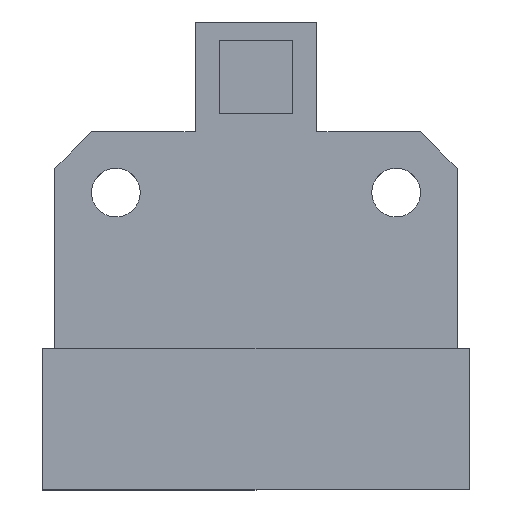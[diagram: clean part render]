
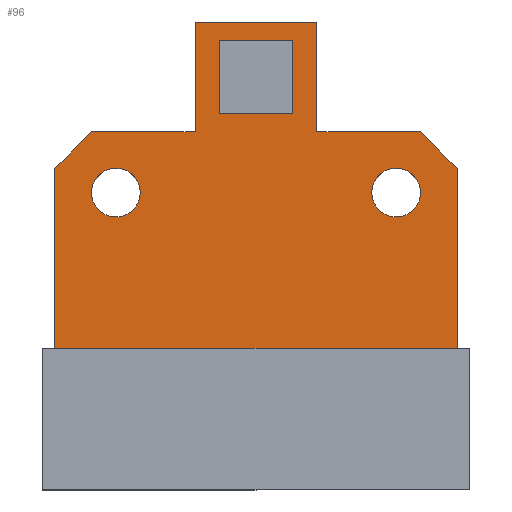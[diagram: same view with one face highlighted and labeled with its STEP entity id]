
A CAD part, top view. The second image highlights one B-rep face of the part: STEP entity #96.
In plain terms, the highlighted planar face has unit normal (0, 0, 1).
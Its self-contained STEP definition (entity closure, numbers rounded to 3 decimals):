
#14 = DIRECTION ( 'NONE',  ( 0., 0., 1. ) ) ;
#38 = ORIENTED_EDGE ( 'NONE', *, *, #1077, .T. ) ;
#39 = VECTOR ( 'NONE', #924, 1000. ) ;
#46 = DIRECTION ( 'NONE',  ( 1., 0., 0. ) ) ;
#55 = CARTESIAN_POINT ( 'NONE',  ( 8.25, -2., 1.6 ) ) ;
#59 = VERTEX_POINT ( 'NONE', #896 ) ;
#60 = CARTESIAN_POINT ( 'NONE',  ( 6.825, 6.825, 1.6 ) ) ;
#61 = DIRECTION ( 'NONE',  ( 0., 0., 1. ) ) ;
#71 = CARTESIAN_POINT ( 'NONE',  ( 8.25, 5.4, 1.6 ) ) ;
#75 = ORIENTED_EDGE ( 'NONE', *, *, #295, .T. ) ;
#78 = DIRECTION ( 'NONE',  ( 0., -1., 0. ) ) ;
#79 = VERTEX_POINT ( 'NONE', #729 ) ;
#85 = ORIENTED_EDGE ( 'NONE', *, *, #717, .F. ) ;
#96 = ADVANCED_FACE ( 'NONE', ( #430, #607, #998, #513 ), #520, .T. ) ;
#125 = EDGE_CURVE ( 'NONE', #353, #722, #657, .T. ) ;
#143 = ORIENTED_EDGE ( 'NONE', *, *, #783, .F. ) ;
#145 = CARTESIAN_POINT ( 'NONE',  ( 6.75, 6.9, 1.6 ) ) ;
#152 = CARTESIAN_POINT ( 'NONE',  ( -2.5, 0., 1.6 ) ) ;
#153 = CARTESIAN_POINT ( 'NONE',  ( 2.5, 11.4, 1.6 ) ) ;
#159 = DIRECTION ( 'NONE',  ( 0., -1., 0. ) ) ;
#169 = VECTOR ( 'NONE', #1019, 1000. ) ;
#180 = EDGE_CURVE ( 'NONE', #1207, #365, #198, .T. ) ;
#183 = VERTEX_POINT ( 'NONE', #55 ) ;
#192 = LINE ( 'NONE', #273, #288 ) ;
#198 = CIRCLE ( 'NONE', #1235, 1. ) ;
#233 = ORIENTED_EDGE ( 'NONE', *, *, #1214, .F. ) ;
#273 = CARTESIAN_POINT ( 'NONE',  ( -1.5, 10.65, 1.6 ) ) ;
#283 = DIRECTION ( 'NONE',  ( 0., 0., 1. ) ) ;
#286 = VECTOR ( 'NONE', #320, 1000. ) ;
#288 = VECTOR ( 'NONE', #594, 1000. ) ;
#290 = VECTOR ( 'NONE', #159, 1000. ) ;
#295 = EDGE_CURVE ( 'NONE', #1044, #79, #708, .T. ) ;
#298 = CARTESIAN_POINT ( 'NONE',  ( -8.25, 0., 1.6 ) ) ;
#299 = EDGE_CURVE ( 'NONE', #322, #59, #810, .T. ) ;
#303 = CARTESIAN_POINT ( 'NONE',  ( -8.25, -2., 1.6 ) ) ;
#314 = CARTESIAN_POINT ( 'NONE',  ( 0., 6.9, 1.6 ) ) ;
#320 = DIRECTION ( 'NONE',  ( 0., 1., 0. ) ) ;
#322 = VERTEX_POINT ( 'NONE', #303 ) ;
#333 = CARTESIAN_POINT ( 'NONE',  ( 8.25, 0., 1.6 ) ) ;
#353 = VERTEX_POINT ( 'NONE', #656 ) ;
#359 = ORIENTED_EDGE ( 'NONE', *, *, #125, .F. ) ;
#362 = LINE ( 'NONE', #468, #868 ) ;
#365 = VERTEX_POINT ( 'NONE', #841 ) ;
#377 = VECTOR ( 'NONE', #78, 1000. ) ;
#384 = EDGE_CURVE ( 'NONE', #722, #438, #1210, .T. ) ;
#399 = CARTESIAN_POINT ( 'NONE',  ( -4.75, 4.4, 1.6 ) ) ;
#402 = VERTEX_POINT ( 'NONE', #153 ) ;
#413 = DIRECTION ( 'NONE',  ( 0., 1., 0. ) ) ;
#416 = VECTOR ( 'NONE', #839, 1000. ) ;
#430 = FACE_OUTER_BOUND ( 'NONE', #1083, .T. ) ;
#434 = DIRECTION ( 'NONE',  ( 1., 0., 0. ) ) ;
#435 = EDGE_CURVE ( 'NONE', #529, #749, #453, .T. ) ;
#437 = CARTESIAN_POINT ( 'NONE',  ( 5.75, 4.4, 1.6 ) ) ;
#438 = VERTEX_POINT ( 'NONE', #445 ) ;
#443 = DIRECTION ( 'NONE',  ( 1., 0., 0. ) ) ;
#445 = CARTESIAN_POINT ( 'NONE',  ( 1.5, 7.65, 1.6 ) ) ;
#452 = LINE ( 'NONE', #655, #169 ) ;
#453 = LINE ( 'NONE', #821, #1185 ) ;
#456 = AXIS2_PLACEMENT_3D ( 'NONE', #1123, #727, #1035 ) ;
#468 = CARTESIAN_POINT ( 'NONE',  ( 8.75, -2., 1.6 ) ) ;
#469 = EDGE_LOOP ( 'NONE', ( #581, #85 ) ) ;
#490 = EDGE_CURVE ( 'NONE', #769, #1044, #524, .T. ) ;
#513 = FACE_BOUND ( 'NONE', #1115, .T. ) ;
#520 = PLANE ( 'NONE',  #938 ) ;
#524 = LINE ( 'NONE', #60, #416 ) ;
#529 = VERTEX_POINT ( 'NONE', #553 ) ;
#532 = DIRECTION ( 'NONE',  ( -1., 0., 0. ) ) ;
#539 = CARTESIAN_POINT ( 'NONE',  ( 0., 11.4, 1.6 ) ) ;
#553 = CARTESIAN_POINT ( 'NONE',  ( -2.5, 6.9, 1.6 ) ) ;
#557 = DIRECTION ( 'NONE',  ( -1., 0., 0. ) ) ;
#561 = ORIENTED_EDGE ( 'NONE', *, *, #671, .F. ) ;
#566 = CARTESIAN_POINT ( 'NONE',  ( -1.5, 10.65, 1.6 ) ) ;
#567 = ORIENTED_EDGE ( 'NONE', *, *, #490, .T. ) ;
#569 = AXIS2_PLACEMENT_3D ( 'NONE', #647, #61, #443 ) ;
#570 = CARTESIAN_POINT ( 'NONE',  ( 4.75, 4.4, 1.6 ) ) ;
#571 = DIRECTION ( 'NONE',  ( 0., 0., 1. ) ) ;
#574 = VECTOR ( 'NONE', #434, 1000. ) ;
#580 = ORIENTED_EDGE ( 'NONE', *, *, #435, .T. ) ;
#581 = ORIENTED_EDGE ( 'NONE', *, *, #853, .F. ) ;
#594 = DIRECTION ( 'NONE',  ( -1., 0., 0. ) ) ;
#603 = VECTOR ( 'NONE', #1159, 1000. ) ;
#606 = AXIS2_PLACEMENT_3D ( 'NONE', #1148, #283, #1241 ) ;
#607 = FACE_BOUND ( 'NONE', #1056, .T. ) ;
#627 = CIRCLE ( 'NONE', #606, 1. ) ;
#636 = LINE ( 'NONE', #539, #39 ) ;
#638 = ORIENTED_EDGE ( 'NONE', *, *, #990, .F. ) ;
#642 = CARTESIAN_POINT ( 'NONE',  ( 2.5, 0., 1.6 ) ) ;
#647 = CARTESIAN_POINT ( 'NONE',  ( 5.75, 4.4, 1.6 ) ) ;
#655 = CARTESIAN_POINT ( 'NONE',  ( -6.825, 6.825, 1.6 ) ) ;
#656 = CARTESIAN_POINT ( 'NONE',  ( -1.5, 10.65, 1.6 ) ) ;
#657 = LINE ( 'NONE', #566, #377 ) ;
#671 = EDGE_CURVE ( 'NONE', #438, #1145, #911, .T. ) ;
#702 = VERTEX_POINT ( 'NONE', #399 ) ;
#708 = LINE ( 'NONE', #314, #988 ) ;
#717 = EDGE_CURVE ( 'NONE', #1220, #702, #1259, .T. ) ;
#722 = VERTEX_POINT ( 'NONE', #941 ) ;
#727 = DIRECTION ( 'NONE',  ( 0., 0., 1. ) ) ;
#729 = CARTESIAN_POINT ( 'NONE',  ( 2.5, 6.9, 1.6 ) ) ;
#737 = LINE ( 'NONE', #642, #1026 ) ;
#744 = CARTESIAN_POINT ( 'NONE',  ( -1.5, 7.65, 1.6 ) ) ;
#749 = VERTEX_POINT ( 'NONE', #1049 ) ;
#764 = ORIENTED_EDGE ( 'NONE', *, *, #384, .F. ) ;
#765 = CARTESIAN_POINT ( 'NONE',  ( -6.75, 4.4, 1.6 ) ) ;
#769 = VERTEX_POINT ( 'NONE', #71 ) ;
#783 = EDGE_CURVE ( 'NONE', #402, #79, #737, .T. ) ;
#784 = CARTESIAN_POINT ( 'NONE',  ( 1.5, 10.65, 1.6 ) ) ;
#809 = CARTESIAN_POINT ( 'NONE',  ( -2.5, 11.4, 1.6 ) ) ;
#810 = LINE ( 'NONE', #298, #1034 ) ;
#812 = ORIENTED_EDGE ( 'NONE', *, *, #299, .F. ) ;
#821 = CARTESIAN_POINT ( 'NONE',  ( 0., 6.9, 1.6 ) ) ;
#829 = LINE ( 'NONE', #333, #603 ) ;
#839 = DIRECTION ( 'NONE',  ( -0.707, 0.707, 0. ) ) ;
#841 = CARTESIAN_POINT ( 'NONE',  ( 6.75, 4.4, 1.6 ) ) ;
#853 = EDGE_CURVE ( 'NONE', #702, #1220, #627, .T. ) ;
#860 = DIRECTION ( 'NONE',  ( -1., 0., 0. ) ) ;
#863 = ORIENTED_EDGE ( 'NONE', *, *, #1160, .F. ) ;
#868 = VECTOR ( 'NONE', #860, 1000. ) ;
#896 = CARTESIAN_POINT ( 'NONE',  ( -8.25, 5.4, 1.6 ) ) ;
#900 = VERTEX_POINT ( 'NONE', #809 ) ;
#911 = LINE ( 'NONE', #986, #286 ) ;
#924 = DIRECTION ( 'NONE',  ( 1., 0., 0. ) ) ;
#938 = AXIS2_PLACEMENT_3D ( 'NONE', #1191, #14, #1093 ) ;
#941 = CARTESIAN_POINT ( 'NONE',  ( -1.5, 7.65, 1.6 ) ) ;
#945 = ORIENTED_EDGE ( 'NONE', *, *, #1073, .F. ) ;
#966 = ORIENTED_EDGE ( 'NONE', *, *, #180, .F. ) ;
#982 = EDGE_CURVE ( 'NONE', #749, #59, #452, .T. ) ;
#986 = CARTESIAN_POINT ( 'NONE',  ( 1.5, 10.65, 1.6 ) ) ;
#988 = VECTOR ( 'NONE', #532, 1000. ) ;
#990 = EDGE_CURVE ( 'NONE', #365, #1207, #1226, .T. ) ;
#993 = ORIENTED_EDGE ( 'NONE', *, *, #1025, .T. ) ;
#998 = FACE_BOUND ( 'NONE', #469, .T. ) ;
#1019 = DIRECTION ( 'NONE',  ( -0.707, -0.707, 0. ) ) ;
#1025 = EDGE_CURVE ( 'NONE', #900, #529, #1033, .T. ) ;
#1026 = VECTOR ( 'NONE', #1028, 1000. ) ;
#1028 = DIRECTION ( 'NONE',  ( 0., -1., 0. ) ) ;
#1033 = LINE ( 'NONE', #152, #290 ) ;
#1034 = VECTOR ( 'NONE', #413, 1000. ) ;
#1035 = DIRECTION ( 'NONE',  ( 1., 0., 0. ) ) ;
#1044 = VERTEX_POINT ( 'NONE', #145 ) ;
#1049 = CARTESIAN_POINT ( 'NONE',  ( -6.75, 6.9, 1.6 ) ) ;
#1056 = EDGE_LOOP ( 'NONE', ( #638, #966 ) ) ;
#1073 = EDGE_CURVE ( 'NONE', #900, #402, #636, .T. ) ;
#1077 = EDGE_CURVE ( 'NONE', #183, #769, #829, .T. ) ;
#1083 = EDGE_LOOP ( 'NONE', ( #233, #38, #567, #75, #143, #945, #993, #580, #1199, #812 ) ) ;
#1093 = DIRECTION ( 'NONE',  ( 1., 0., 0. ) ) ;
#1115 = EDGE_LOOP ( 'NONE', ( #863, #561, #764, #359 ) ) ;
#1123 = CARTESIAN_POINT ( 'NONE',  ( -5.75, 4.4, 1.6 ) ) ;
#1145 = VERTEX_POINT ( 'NONE', #784 ) ;
#1148 = CARTESIAN_POINT ( 'NONE',  ( -5.75, 4.4, 1.6 ) ) ;
#1159 = DIRECTION ( 'NONE',  ( 0., 1., 0. ) ) ;
#1160 = EDGE_CURVE ( 'NONE', #1145, #353, #192, .T. ) ;
#1185 = VECTOR ( 'NONE', #557, 1000. ) ;
#1191 = CARTESIAN_POINT ( 'NONE',  ( 0., 0., 1.6 ) ) ;
#1199 = ORIENTED_EDGE ( 'NONE', *, *, #982, .T. ) ;
#1207 = VERTEX_POINT ( 'NONE', #570 ) ;
#1210 = LINE ( 'NONE', #744, #574 ) ;
#1214 = EDGE_CURVE ( 'NONE', #183, #322, #362, .T. ) ;
#1220 = VERTEX_POINT ( 'NONE', #765 ) ;
#1226 = CIRCLE ( 'NONE', #569, 1. ) ;
#1235 = AXIS2_PLACEMENT_3D ( 'NONE', #437, #571, #46 ) ;
#1241 = DIRECTION ( 'NONE',  ( 1., 0., 0. ) ) ;
#1259 = CIRCLE ( 'NONE', #456, 1. ) ;
